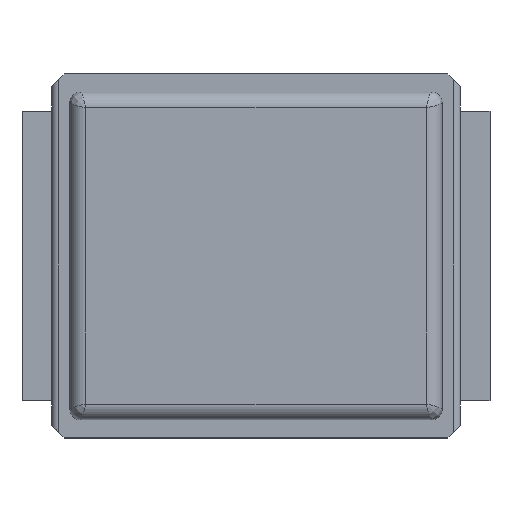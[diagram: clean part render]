
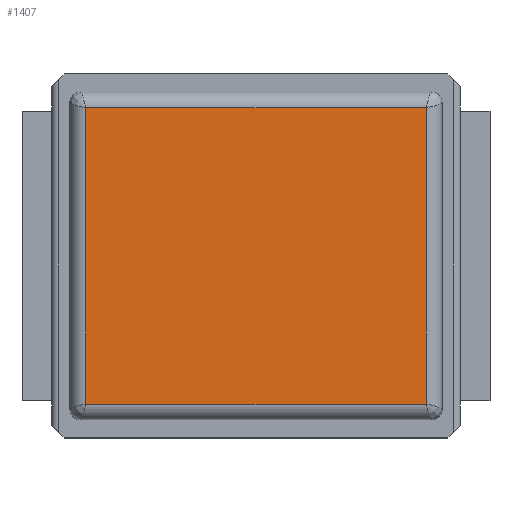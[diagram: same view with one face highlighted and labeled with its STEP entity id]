
A CAD part, top view. The second image highlights one B-rep face of the part: STEP entity #1407.
In plain terms, the highlighted planar face has unit normal (0, 0, 1).
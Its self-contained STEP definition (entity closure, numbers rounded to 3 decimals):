
#13=DIRECTION('',(0.,0.,1.));
#66=VECTOR('',#67,1.);
#67=DIRECTION('',(0.,1.,0.));
#81=DIRECTION('',(1.,0.,0.));
#120=VECTOR('',#81,1.);
#649=VECTOR('',#650,1.);
#650=DIRECTION('',(-0.,-1.,-0.));
#744=VECTOR('',#745,1.);
#745=DIRECTION('',(-1.,-0.,-0.));
#932=VERTEX_POINT('',#933);
#933=CARTESIAN_POINT('',(-2.294,1.994,0.65));
#991=VERTEX_POINT('',#992);
#992=CARTESIAN_POINT('',(-2.294,-1.994,0.65));
#999=EDGE_CURVE('',#932,#991,#1000,.T.);
#1000=LINE('',#1001,#649);
#1001=CARTESIAN_POINT('',(-2.294,2.068,0.65));
#1059=VERTEX_POINT('',#1060);
#1060=CARTESIAN_POINT('',(2.294,-1.994,0.65));
#1067=EDGE_CURVE('',#991,#1059,#1068,.T.);
#1068=LINE('',#1069,#120);
#1069=CARTESIAN_POINT('',(-2.368,-1.994,0.65));
#1129=VERTEX_POINT('',#1130);
#1130=CARTESIAN_POINT('',(2.294,1.994,0.65));
#1137=EDGE_CURVE('',#1059,#1129,#1138,.T.);
#1138=LINE('',#1139,#66);
#1139=CARTESIAN_POINT('',(2.294,-2.068,0.65));
#1201=EDGE_CURVE('',#1129,#932,#1202,.T.);
#1202=LINE('',#1203,#744);
#1203=CARTESIAN_POINT('',(2.368,1.994,0.65));
#1407=ADVANCED_FACE('',(#1408),#1414,.T.);
#1408=FACE_BOUND('',#1409,.T.);
#1409=EDGE_LOOP('',(#1410,#1411,#1412,#1413));
#1410=ORIENTED_EDGE('',*,*,#1201,.T.);
#1411=ORIENTED_EDGE('',*,*,#999,.T.);
#1412=ORIENTED_EDGE('',*,*,#1067,.T.);
#1413=ORIENTED_EDGE('',*,*,#1137,.T.);
#1414=PLANE('',#1415);
#1415=AXIS2_PLACEMENT_3D('',#1416,#13,#81);
#1416=CARTESIAN_POINT('',(-2.505,-2.205,0.65));
